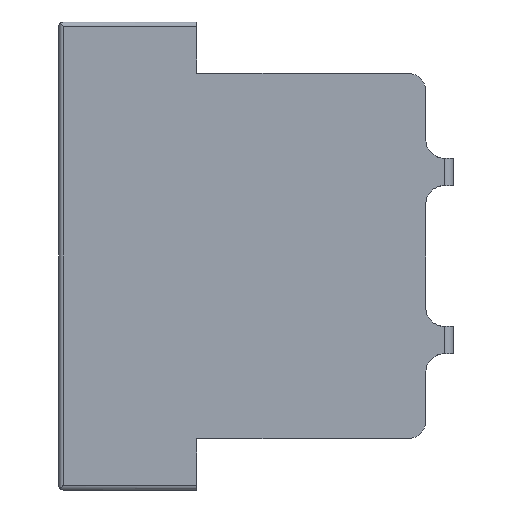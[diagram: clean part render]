
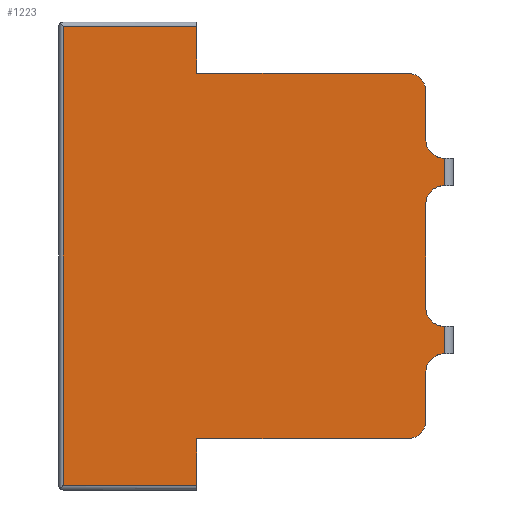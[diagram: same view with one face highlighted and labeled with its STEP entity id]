
A CAD part, left-side view. The second image highlights one B-rep face of the part: STEP entity #1223.
In plain terms, the highlighted planar face has unit normal (-1, 0, 0).
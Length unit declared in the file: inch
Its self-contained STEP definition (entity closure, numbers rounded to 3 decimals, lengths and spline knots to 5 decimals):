
#69=FACE_OUTER_BOUND('',#139,.T.);
#139=EDGE_LOOP('',(#809,#810,#811,#812,#813,#814,#815,#816,#817,#818,#819,
#820,#821,#822,#823,#824,#825,#826));
#209=LINE('',#1805,#333);
#210=LINE('',#1809,#334);
#211=LINE('',#1813,#335);
#212=LINE('',#1817,#336);
#213=LINE('',#1821,#337);
#214=LINE('',#1823,#338);
#215=LINE('',#1825,#339);
#216=LINE('',#1827,#340);
#217=LINE('',#1829,#341);
#218=LINE('',#1831,#342);
#219=LINE('',#1833,#343);
#220=LINE('',#1836,#344);
#333=VECTOR('',#1427,0.03);
#334=VECTOR('',#1430,0.114);
#335=VECTOR('',#1433,0.03);
#336=VECTOR('',#1436,0.053);
#337=VECTOR('',#1439,0.23067);
#338=VECTOR('',#1440,0.051);
#339=VECTOR('',#1441,0.146);
#340=VECTOR('',#1442,0.502);
#341=VECTOR('',#1443,0.146);
#342=VECTOR('',#1444,0.051);
#343=VECTOR('',#1445,0.23067);
#344=VECTOR('',#1448,0.053);
#457=CIRCLE('',#1296,0.02);
#458=CIRCLE('',#1297,0.02);
#459=CIRCLE('',#1298,0.02);
#460=CIRCLE('',#1299,0.02);
#461=CIRCLE('',#1300,0.02);
#462=CIRCLE('',#1301,0.02);
#501=VERTEX_POINT('',#1801);
#502=VERTEX_POINT('',#1802);
#503=VERTEX_POINT('',#1804);
#504=VERTEX_POINT('',#1806);
#505=VERTEX_POINT('',#1808);
#506=VERTEX_POINT('',#1810);
#507=VERTEX_POINT('',#1812);
#508=VERTEX_POINT('',#1814);
#509=VERTEX_POINT('',#1816);
#510=VERTEX_POINT('',#1818);
#511=VERTEX_POINT('',#1820);
#512=VERTEX_POINT('',#1822);
#513=VERTEX_POINT('',#1824);
#514=VERTEX_POINT('',#1826);
#515=VERTEX_POINT('',#1828);
#516=VERTEX_POINT('',#1830);
#517=VERTEX_POINT('',#1832);
#518=VERTEX_POINT('',#1834);
#621=EDGE_CURVE('',#501,#502,#457,.T.);
#622=EDGE_CURVE('',#503,#502,#209,.T.);
#623=EDGE_CURVE('',#503,#504,#458,.T.);
#624=EDGE_CURVE('',#505,#504,#210,.T.);
#625=EDGE_CURVE('',#505,#506,#459,.T.);
#626=EDGE_CURVE('',#507,#506,#211,.T.);
#627=EDGE_CURVE('',#507,#508,#460,.T.);
#628=EDGE_CURVE('',#509,#508,#212,.T.);
#629=EDGE_CURVE('',#510,#509,#461,.T.);
#630=EDGE_CURVE('',#511,#510,#213,.T.);
#631=EDGE_CURVE('',#511,#512,#214,.T.);
#632=EDGE_CURVE('',#512,#513,#215,.T.);
#633=EDGE_CURVE('',#513,#514,#216,.T.);
#634=EDGE_CURVE('',#515,#514,#217,.T.);
#635=EDGE_CURVE('',#515,#516,#218,.T.);
#636=EDGE_CURVE('',#517,#516,#219,.T.);
#637=EDGE_CURVE('',#518,#517,#462,.T.);
#638=EDGE_CURVE('',#501,#518,#220,.T.);
#809=ORIENTED_EDGE('',*,*,#621,.T.);
#810=ORIENTED_EDGE('',*,*,#622,.F.);
#811=ORIENTED_EDGE('',*,*,#623,.T.);
#812=ORIENTED_EDGE('',*,*,#624,.F.);
#813=ORIENTED_EDGE('',*,*,#625,.T.);
#814=ORIENTED_EDGE('',*,*,#626,.F.);
#815=ORIENTED_EDGE('',*,*,#627,.T.);
#816=ORIENTED_EDGE('',*,*,#628,.F.);
#817=ORIENTED_EDGE('',*,*,#629,.F.);
#818=ORIENTED_EDGE('',*,*,#630,.F.);
#819=ORIENTED_EDGE('',*,*,#631,.T.);
#820=ORIENTED_EDGE('',*,*,#632,.T.);
#821=ORIENTED_EDGE('',*,*,#633,.T.);
#822=ORIENTED_EDGE('',*,*,#634,.F.);
#823=ORIENTED_EDGE('',*,*,#635,.T.);
#824=ORIENTED_EDGE('',*,*,#636,.F.);
#825=ORIENTED_EDGE('',*,*,#637,.F.);
#826=ORIENTED_EDGE('',*,*,#638,.F.);
#1185=PLANE('',#1295);
#1223=ADVANCED_FACE('',(#69),#1185,.T.);
#1295=AXIS2_PLACEMENT_3D('',#1800,#1423,#1424);
#1296=AXIS2_PLACEMENT_3D('',#1803,#1425,#1426);
#1297=AXIS2_PLACEMENT_3D('',#1807,#1428,#1429);
#1298=AXIS2_PLACEMENT_3D('',#1811,#1431,#1432);
#1299=AXIS2_PLACEMENT_3D('',#1815,#1434,#1435);
#1300=AXIS2_PLACEMENT_3D('',#1819,#1437,#1438);
#1301=AXIS2_PLACEMENT_3D('',#1835,#1446,#1447);
#1423=DIRECTION('center_axis',(-1.,0.,0.));
#1424=DIRECTION('ref_axis',(0.,0.,1.));
#1425=DIRECTION('center_axis',(1.,0.,0.));
#1426=DIRECTION('ref_axis',(0.,0.,-1.));
#1427=DIRECTION('',(0.,0.,-1.));
#1428=DIRECTION('center_axis',(1.,0.,0.));
#1429=DIRECTION('ref_axis',(0.,0.,-1.));
#1430=DIRECTION('',(0.,0.,-1.));
#1431=DIRECTION('center_axis',(1.,0.,0.));
#1432=DIRECTION('ref_axis',(0.,0.,-1.));
#1433=DIRECTION('',(0.,0.,-1.));
#1434=DIRECTION('center_axis',(1.,0.,0.));
#1435=DIRECTION('ref_axis',(0.,0.,-1.));
#1436=DIRECTION('',(0.,0.,-1.));
#1437=DIRECTION('center_axis',(1.,0.,0.));
#1438=DIRECTION('ref_axis',(0.,0.,-1.));
#1439=DIRECTION('',(0.,-1.,0.));
#1440=DIRECTION('',(0.,0.,1.));
#1441=DIRECTION('',(0.,1.,0.));
#1442=DIRECTION('',(0.,0.,-1.));
#1443=DIRECTION('',(0.,1.,0.));
#1444=DIRECTION('',(0.,0.,1.));
#1445=DIRECTION('',(0.,1.,0.));
#1446=DIRECTION('center_axis',(1.,0.,0.));
#1447=DIRECTION('ref_axis',(0.,0.,-1.));
#1448=DIRECTION('',(0.,0.,-1.));
#1800=CARTESIAN_POINT('Origin',(-0.1555,-0.141,-0.251));
#1801=CARTESIAN_POINT('',(-0.1555,-0.39167,-0.127));
#1802=CARTESIAN_POINT('',(-0.1555,-0.41167,-0.107));
#1803=CARTESIAN_POINT('Origin',(-0.1555,-0.41167,-0.127));
#1804=CARTESIAN_POINT('',(-0.1555,-0.41167,-0.077));
#1805=CARTESIAN_POINT('',(-0.1555,-0.41167,0.2025));
#1806=CARTESIAN_POINT('',(-0.1555,-0.39167,-0.057));
#1807=CARTESIAN_POINT('Origin',(-0.1555,-0.41167,-0.057));
#1808=CARTESIAN_POINT('',(-0.1555,-0.39167,0.057));
#1809=CARTESIAN_POINT('',(-0.1555,-0.39167,0.057));
#1810=CARTESIAN_POINT('',(-0.1555,-0.41167,0.077));
#1811=CARTESIAN_POINT('Origin',(-0.1555,-0.41167,0.057));
#1812=CARTESIAN_POINT('',(-0.1555,-0.41167,0.107));
#1813=CARTESIAN_POINT('',(-0.1555,-0.41167,0.2025));
#1814=CARTESIAN_POINT('',(-0.1555,-0.39167,0.127));
#1815=CARTESIAN_POINT('Origin',(-0.1555,-0.41167,0.127));
#1816=CARTESIAN_POINT('',(-0.1555,-0.39167,0.18));
#1817=CARTESIAN_POINT('',(-0.1555,-0.39167,0.18));
#1818=CARTESIAN_POINT('',(-0.1555,-0.37167,0.2));
#1819=CARTESIAN_POINT('Origin',(-0.1555,-0.37167,0.18));
#1820=CARTESIAN_POINT('',(-0.1555,-0.141,0.2));
#1821=CARTESIAN_POINT('',(-0.1555,-0.141,0.2));
#1822=CARTESIAN_POINT('',(-0.1555,-0.141,0.251));
#1823=CARTESIAN_POINT('',(-0.1555,-0.141,-0.251));
#1824=CARTESIAN_POINT('',(-0.1555,0.005,0.251));
#1825=CARTESIAN_POINT('',(-0.1555,-0.141,0.251));
#1826=CARTESIAN_POINT('',(-0.1555,0.005,-0.251));
#1827=CARTESIAN_POINT('',(-0.1555,0.005,0.3));
#1828=CARTESIAN_POINT('',(-0.1555,-0.141,-0.251));
#1829=CARTESIAN_POINT('',(-0.1555,-0.141,-0.251));
#1830=CARTESIAN_POINT('',(-0.1555,-0.141,-0.2));
#1831=CARTESIAN_POINT('',(-0.1555,-0.141,-0.251));
#1832=CARTESIAN_POINT('',(-0.1555,-0.37167,-0.2));
#1833=CARTESIAN_POINT('',(-0.1555,-0.37167,-0.2));
#1834=CARTESIAN_POINT('',(-0.1555,-0.39167,-0.18));
#1835=CARTESIAN_POINT('Origin',(-0.1555,-0.37167,-0.18));
#1836=CARTESIAN_POINT('',(-0.1555,-0.39167,-0.127));
